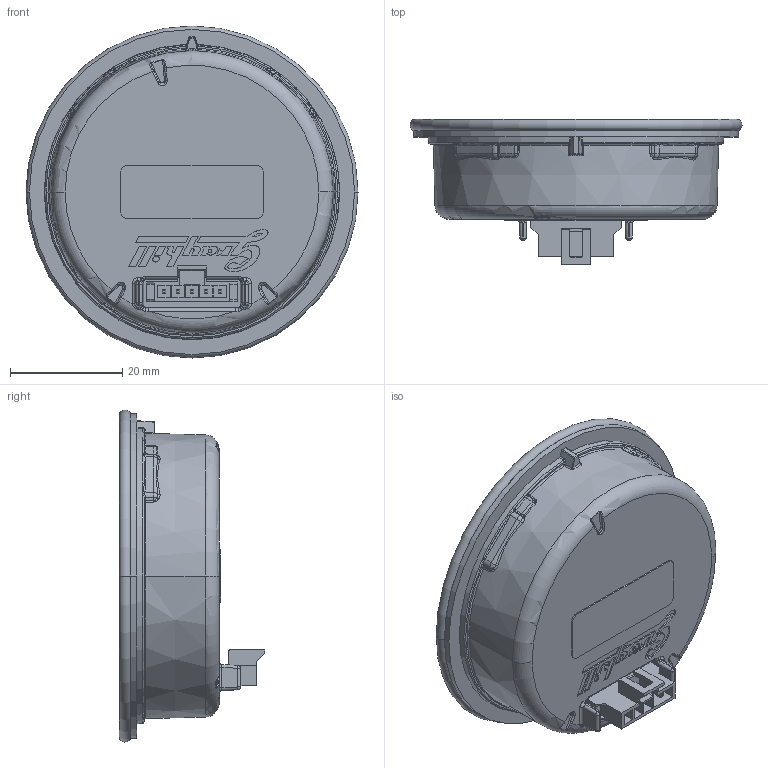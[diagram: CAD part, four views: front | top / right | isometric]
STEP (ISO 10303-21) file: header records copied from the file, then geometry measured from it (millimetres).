
FILE_DESCRIPTION((''),'2;1');
FILE_NAME('TE-F33G-X-XXX_ASM_1_ASM','2023-10-17T',('tsifuent'),(''),'PRO/ENGINEER BY PARAMETRIC TECHNOLOGY CORPORATION, 2016100','PRO/ENGINEER BY PARAMETRIC TECHNOLOGY CORPORATION, 2016100','');
FILE_SCHEMA(('CONFIG_CONTROL_DESIGN'));
Length unit declared in the file: inch
Products named in the file (13): T10506-X_1; T13904-X_ASM_1_ASM; T15707-X_1; T15707-X_ASM_1_ASM; T19911-X_ASM_1_ASM; T11110_1; T1FC1023_FR4_1; T1FC1023_INSTALLED_ASM_1_ASM; T1ZZ1023_INSTALLED_ASM_1_ASM; SCN4215-0928_1; T19921-X_ASM_1_ASM; SSS2427-34_TEF_1; TE-F33G-X-XXX_ASM_1_ASM
Assembly tree (12 placements, depth 5):
  TE-F33G-X-XXX_ASM_1_ASM
    T19911-X_ASM_1_ASM
      T13904-X_ASM_1_ASM
        T10506-X_1
      T15707-X_ASM_1_ASM
        T15707-X_1
    T19921-X_ASM_1_ASM
      T11110_1
      T1ZZ1023_INSTALLED_ASM_1_ASM
        T1FC1023_INSTALLED_ASM_1_ASM
          T1FC1023_FR4_1
      SCN4215-0928_1
    SSS2427-34_TEF_1
Bounding box: 59.18 x 25.88 x 59.18 mm (x, y, z)
Volume: 14231.9 mm3; surface area: 19786.3 mm2
Topology: 6 solids, 6 shells, 783 faces, 2008 edges, 1245 vertices
Faces by surface type: plane 363, cylinder 210, bspline 94, torus 63, sphere 25, cone 18, extrusion 10
Entity records: 28482 total; most frequent: CARTESIAN_POINT 9672, ORIENTED_EDGE 3966, DIRECTION 3769, EDGE_CURVE 1983, AXIS2_PLACEMENT_3D 1344, VERTEX_POINT 1245, VECTOR 1081, LINE 1071
